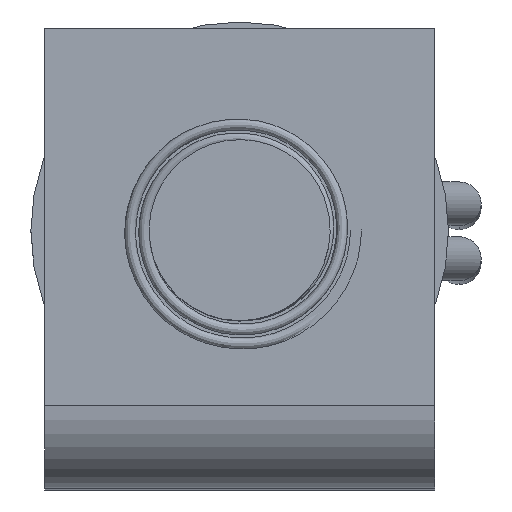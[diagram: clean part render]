
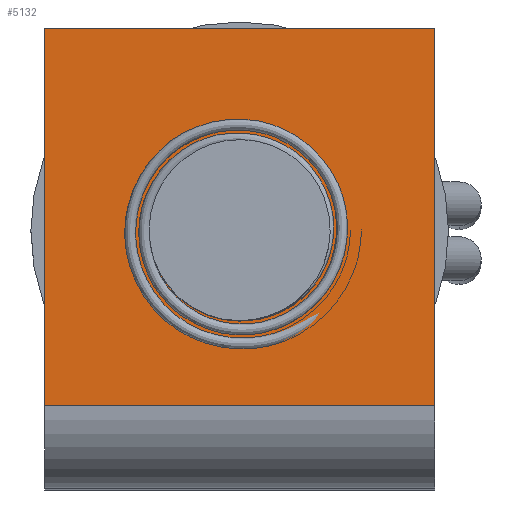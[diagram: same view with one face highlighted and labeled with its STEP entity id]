
A CAD part, top view. The second image highlights one B-rep face of the part: STEP entity #5132.
In plain terms, the highlighted planar face has unit normal (0, 0, 1).
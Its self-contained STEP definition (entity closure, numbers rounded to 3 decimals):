
#310 = ORIENTED_EDGE ( 'NONE', *, *, #313, .F. ) ;
#312 = ORIENTED_EDGE ( 'NONE', *, *, #5123, .T. ) ;
#313 = EDGE_CURVE ( 'NONE', #5121, #5111, #1173, .T. ) ;
#1170 = DIRECTION ( 'NONE',  ( 0., -1., 0. ) ) ;
#1171 = VECTOR ( 'NONE', #1170, 1000. ) ;
#1172 = CARTESIAN_POINT ( 'NONE',  ( 7.11, 8.38, 11.555 ) ) ;
#1173 = LINE ( 'NONE', #1172, #1171 ) ;
#1793 = CARTESIAN_POINT ( 'NONE',  ( 1.905, 4.69, 11.555 ) ) ;
#1798 = DIRECTION ( 'NONE',  ( 1., 0., 0. ) ) ;
#1799 = DIRECTION ( 'NONE',  ( 0., 0., 1. ) ) ;
#1800 = CARTESIAN_POINT ( 'NONE',  ( 3.555, 4.69, 11.555 ) ) ;
#1801 = AXIS2_PLACEMENT_3D ( 'NONE', #1800, #1799, #1798 ) ;
#1802 = CIRCLE ( 'NONE', #1801, 1.65 ) ;
#1816 = CARTESIAN_POINT ( 'NONE',  ( 7.11, 8.38, 11.555 ) ) ;
#1817 = CARTESIAN_POINT ( 'NONE',  ( 0., 8.38, 11.555 ) ) ;
#1829 = CARTESIAN_POINT ( 'NONE',  ( 0., 1.5, 11.555 ) ) ;
#1830 = CARTESIAN_POINT ( 'NONE',  ( 7.11, 1.5, 11.555 ) ) ;
#1849 = DIRECTION ( 'NONE',  ( 0., 1., 0. ) ) ;
#1850 = DIRECTION ( 'NONE',  ( 0., 0., -1. ) ) ;
#1851 = AXIS2_PLACEMENT_3D ( 'NONE', #1853, #1850, #1849 ) ;
#1853 = CARTESIAN_POINT ( 'NONE',  ( 7.11, 8.38, 11.555 ) ) ;
#1854 = PLANE ( 'NONE',  #1851 ) ;
#1855 = FACE_OUTER_BOUND ( 'NONE', #5128, .T. ) ;
#1856 = FACE_BOUND ( 'NONE', #5106, .T. ) ;
#1857 = DIRECTION ( 'NONE',  ( 1., 0., 0. ) ) ;
#1858 = DIRECTION ( 'NONE',  ( 0., 0., 1. ) ) ;
#1859 = CARTESIAN_POINT ( 'NONE',  ( 3.555, 4.69, 11.555 ) ) ;
#1860 = AXIS2_PLACEMENT_3D ( 'NONE', #1859, #1858, #1857 ) ;
#1861 = CIRCLE ( 'NONE', #1860, 1.65 ) ;
#1862 = DIRECTION ( 'NONE',  ( 0., -1., 0. ) ) ;
#1863 = VECTOR ( 'NONE', #1862, 1000. ) ;
#1864 = CARTESIAN_POINT ( 'NONE',  ( 0., 8.38, 11.555 ) ) ;
#1865 = LINE ( 'NONE', #1864, #1863 ) ;
#1866 = DIRECTION ( 'NONE',  ( -1., 0., 0. ) ) ;
#1867 = VECTOR ( 'NONE', #1866, 1000. ) ;
#1868 = CARTESIAN_POINT ( 'NONE',  ( 7.11, 1.5, 11.555 ) ) ;
#1869 = LINE ( 'NONE', #1868, #1867 ) ;
#1870 = DIRECTION ( 'NONE',  ( -1., 0., 0. ) ) ;
#1871 = VECTOR ( 'NONE', #1870, 1000. ) ;
#1872 = CARTESIAN_POINT ( 'NONE',  ( 7.11, 8.38, 11.555 ) ) ;
#1873 = LINE ( 'NONE', #1872, #1871 ) ;
#3307 = CARTESIAN_POINT ( 'NONE',  ( 5.205, 4.69, 11.555 ) ) ;
#5095 = EDGE_CURVE ( 'NONE', #5097, #5355, #1802, .T. ) ;
#5097 = VERTEX_POINT ( 'NONE', #1793 ) ;
#5106 = EDGE_LOOP ( 'NONE', ( #5131, #5127 ) ) ;
#5111 = VERTEX_POINT ( 'NONE', #1830 ) ;
#5113 = VERTEX_POINT ( 'NONE', #1829 ) ;
#5115 = ORIENTED_EDGE ( 'NONE', *, *, #5125, .F. ) ;
#5120 = VERTEX_POINT ( 'NONE', #1817 ) ;
#5121 = VERTEX_POINT ( 'NONE', #1816 ) ;
#5123 = EDGE_CURVE ( 'NONE', #5121, #5120, #1873, .T. ) ;
#5125 = EDGE_CURVE ( 'NONE', #5111, #5113, #1869, .T. ) ;
#5126 = ORIENTED_EDGE ( 'NONE', *, *, #5129, .T. ) ;
#5127 = ORIENTED_EDGE ( 'NONE', *, *, #5095, .F. ) ;
#5128 = EDGE_LOOP ( 'NONE', ( #5126, #5115, #310, #312 ) ) ;
#5129 = EDGE_CURVE ( 'NONE', #5120, #5113, #1865, .T. ) ;
#5130 = EDGE_CURVE ( 'NONE', #5355, #5097, #1861, .T. ) ;
#5131 = ORIENTED_EDGE ( 'NONE', *, *, #5130, .F. ) ;
#5132 = ADVANCED_FACE ( 'NONE', ( #1856, #1855 ), #1854, .F. ) ;
#5355 = VERTEX_POINT ( 'NONE', #3307 ) ;
